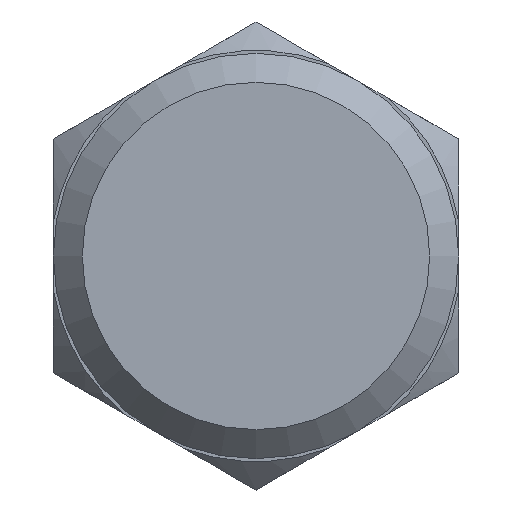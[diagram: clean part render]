
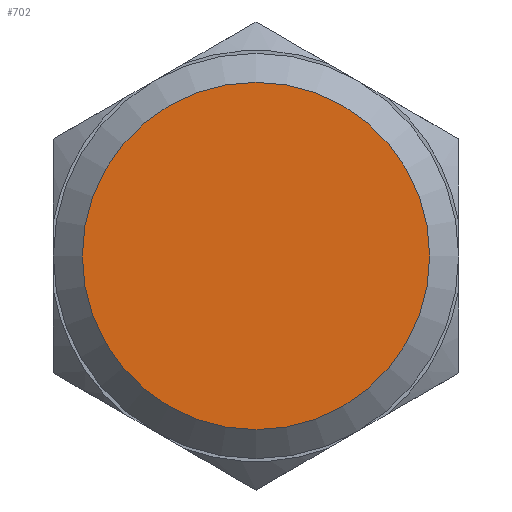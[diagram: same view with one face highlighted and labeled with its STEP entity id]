
A CAD part, left-side view. The second image highlights one B-rep face of the part: STEP entity #702.
In plain terms, the highlighted planar face has unit normal (-1, 0, 0).
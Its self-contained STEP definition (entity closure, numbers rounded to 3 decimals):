
#661 = VERTEX_POINT ( 'NONE', #983 ) ;
#702 = ADVANCED_FACE ( 'NONE', ( #1095 ), #725, .F. ) ;
#723 = CARTESIAN_POINT ( 'NONE',  ( 0., 0., 0. ) ) ;
#725 = PLANE ( 'NONE',  #1203 ) ;
#734 = DIRECTION ( 'NONE',  ( 1., 0., 0. ) ) ;
#737 = DIRECTION ( 'NONE',  ( 0., 0., -1. ) ) ;
#790 = ORIENTED_EDGE ( 'NONE', *, *, #1119, .T. ) ;
#897 = CARTESIAN_POINT ( 'NONE',  ( 0., 0., 0. ) ) ;
#899 = DIRECTION ( 'NONE',  ( -1., 0., 0. ) ) ;
#969 = DIRECTION ( 'NONE',  ( 0., 0., -1. ) ) ;
#983 = CARTESIAN_POINT ( 'NONE',  ( 0., 0., -3. ) ) ;
#1007 = AXIS2_PLACEMENT_3D ( 'NONE', #897, #899, #969 ) ;
#1095 = FACE_OUTER_BOUND ( 'NONE', #1185, .T. ) ;
#1119 = EDGE_CURVE ( 'NONE', #661, #661, #1206, .T. ) ;
#1185 = EDGE_LOOP ( 'NONE', ( #790 ) ) ;
#1203 = AXIS2_PLACEMENT_3D ( 'NONE', #723, #734, #737 ) ;
#1206 = CIRCLE ( 'NONE', #1007, 3. ) ;
